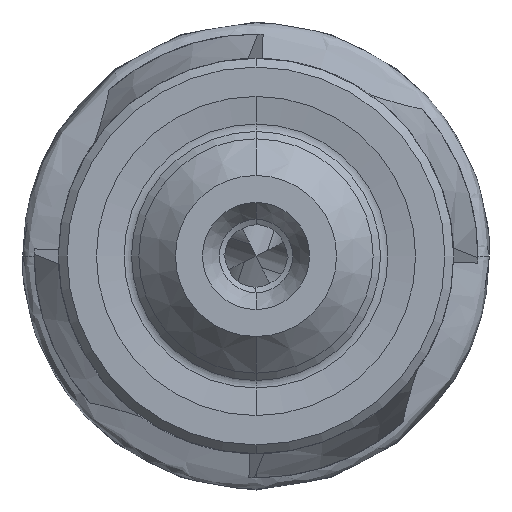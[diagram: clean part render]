
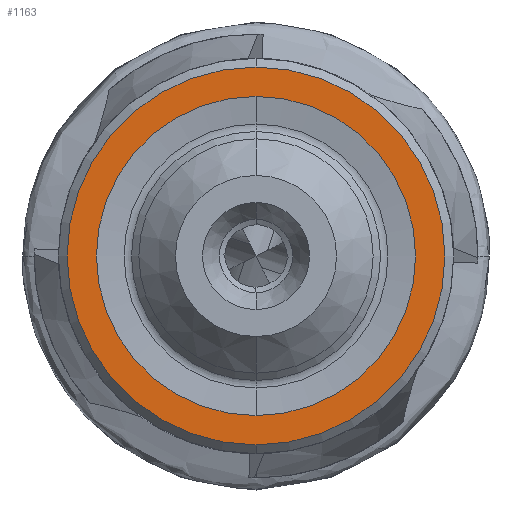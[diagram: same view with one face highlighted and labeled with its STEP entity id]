
A CAD part, left-side view. The second image highlights one B-rep face of the part: STEP entity #1163.
In plain terms, the highlighted planar face has unit normal (-1, 0, 0).
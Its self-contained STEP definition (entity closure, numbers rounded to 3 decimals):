
#32 = VERTEX_POINT ( 'NONE', #2340 ) ;
#178 = EDGE_CURVE ( 'NONE', #32, #797, #3174, .T. ) ;
#309 = DIRECTION ( 'NONE',  ( 1., 0., 0. ) ) ;
#767 = EDGE_CURVE ( 'NONE', #6019, #1876, #4183, .T. ) ;
#797 = VERTEX_POINT ( 'NONE', #2443 ) ;
#1064 = FACE_OUTER_BOUND ( 'NONE', #4126, .T. ) ;
#1133 = FACE_BOUND ( 'NONE', #3738, .T. ) ;
#1163 = ADVANCED_FACE ( 'NONE', ( #1133, #1064 ), #5198, .T. ) ;
#1179 = CARTESIAN_POINT ( 'NONE',  ( -22.55, 0., 6.45 ) ) ;
#1276 = AXIS2_PLACEMENT_3D ( 'NONE', #3406, #2996, #2925 ) ;
#1380 = CARTESIAN_POINT ( 'NONE',  ( -22.55, 0., 0. ) ) ;
#1381 = AXIS2_PLACEMENT_3D ( 'NONE', #1380, #4580, #1840 ) ;
#1474 = DIRECTION ( 'NONE',  ( 0., 0., 1. ) ) ;
#1493 = AXIS2_PLACEMENT_3D ( 'NONE', #2172, #5220, #1474 ) ;
#1558 = ORIENTED_EDGE ( 'NONE', *, *, #178, .T. ) ;
#1688 = CIRCLE ( 'NONE', #1381, 6.45 ) ;
#1700 = CARTESIAN_POINT ( 'NONE',  ( -22.55, 0., 0. ) ) ;
#1705 = ORIENTED_EDGE ( 'NONE', *, *, #3472, .F. ) ;
#1840 = DIRECTION ( 'NONE',  ( 0., 0., -1. ) ) ;
#1876 = VERTEX_POINT ( 'NONE', #1179 ) ;
#1940 = ORIENTED_EDGE ( 'NONE', *, *, #767, .F. ) ;
#2172 = CARTESIAN_POINT ( 'NONE',  ( -22.55, 6.45, 0. ) ) ;
#2256 = CARTESIAN_POINT ( 'NONE',  ( -22.55, 0., -6.45 ) ) ;
#2340 = CARTESIAN_POINT ( 'NONE',  ( -22.55, 0., 5.45 ) ) ;
#2443 = CARTESIAN_POINT ( 'NONE',  ( -22.55, 0., -5.45 ) ) ;
#2718 = DIRECTION ( 'NONE',  ( 1., 0., 0. ) ) ;
#2925 = DIRECTION ( 'NONE',  ( 0., 0., -1. ) ) ;
#2996 = DIRECTION ( 'NONE',  ( 1., 0., 0. ) ) ;
#3174 = CIRCLE ( 'NONE', #1276, 5.45 ) ;
#3291 = ORIENTED_EDGE ( 'NONE', *, *, #4155, .T. ) ;
#3406 = CARTESIAN_POINT ( 'NONE',  ( -22.55, 0., 0. ) ) ;
#3472 = EDGE_CURVE ( 'NONE', #1876, #6019, #1688, .T. ) ;
#3738 = EDGE_LOOP ( 'NONE', ( #1558, #3291 ) ) ;
#4126 = EDGE_LOOP ( 'NONE', ( #1940, #1705 ) ) ;
#4155 = EDGE_CURVE ( 'NONE', #797, #32, #5715, .T. ) ;
#4183 = CIRCLE ( 'NONE', #5672, 6.45 ) ;
#4580 = DIRECTION ( 'NONE',  ( 1., 0., 0. ) ) ;
#4794 = AXIS2_PLACEMENT_3D ( 'NONE', #5456, #2718, #5933 ) ;
#5198 = PLANE ( 'NONE',  #1493 ) ;
#5220 = DIRECTION ( 'NONE',  ( -1., 0., 0. ) ) ;
#5456 = CARTESIAN_POINT ( 'NONE',  ( -22.55, 0., 0. ) ) ;
#5672 = AXIS2_PLACEMENT_3D ( 'NONE', #1700, #309, #5868 ) ;
#5715 = CIRCLE ( 'NONE', #4794, 5.45 ) ;
#5868 = DIRECTION ( 'NONE',  ( 0., 0., -1. ) ) ;
#5933 = DIRECTION ( 'NONE',  ( 0., 0., -1. ) ) ;
#6019 = VERTEX_POINT ( 'NONE', #2256 ) ;
